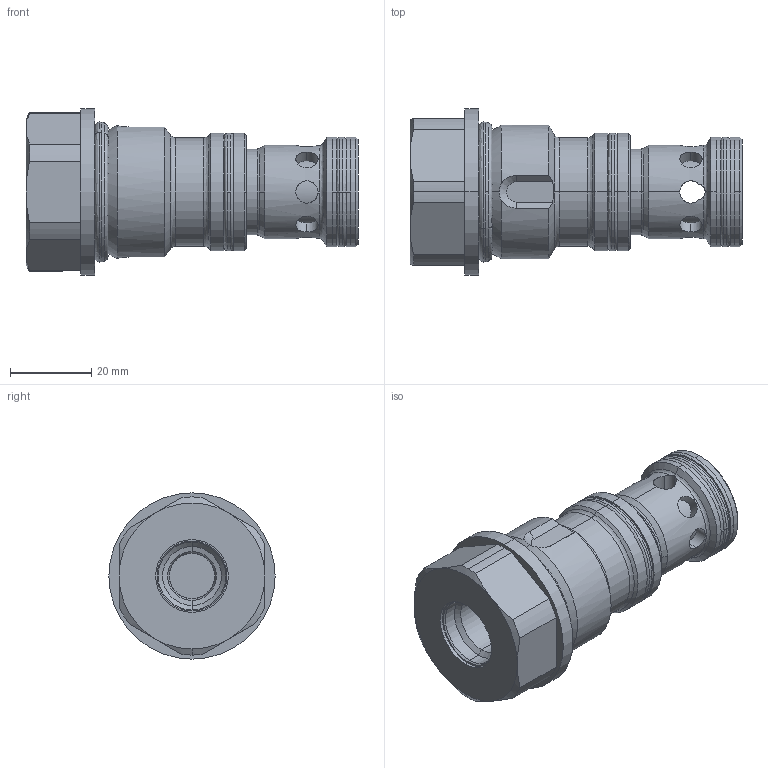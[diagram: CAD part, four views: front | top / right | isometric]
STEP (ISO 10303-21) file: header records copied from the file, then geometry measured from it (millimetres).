
FILE_DESCRIPTION (( 'STEP AP214' ), '1' );
FILE_NAME ('483.F3_Kunde.STEP', '2017-02-21T10:19:30', ( 'user' ), ( '' ), 'SwSTEP 2.0', 'SolidWorks 2016', '' );
FILE_SCHEMA (( 'AUTOMOTIVE_DESIGN' ));
Length unit declared in the file: millimetre
Products named in the file (1): 483.F3_Kunde
Bounding box: 81.9 x 41 x 41 mm (x, y, z)
Volume: 55419.7 mm3; surface area: 16532.9 mm2
Topology: 5 solids, 5 shells, 160 faces, 369 edges, 229 vertices
Faces by surface type: cylinder 66, cone 36, bspline 30, plane 28
Entity records: 6300 total; most frequent: CARTESIAN_POINT 2511, DIRECTION 750, ORIENTED_EDGE 738, EDGE_CURVE 369, AXIS2_PLACEMENT_3D 320, VERTEX_POINT 229, CIRCLE 189, EDGE_LOOP 176
